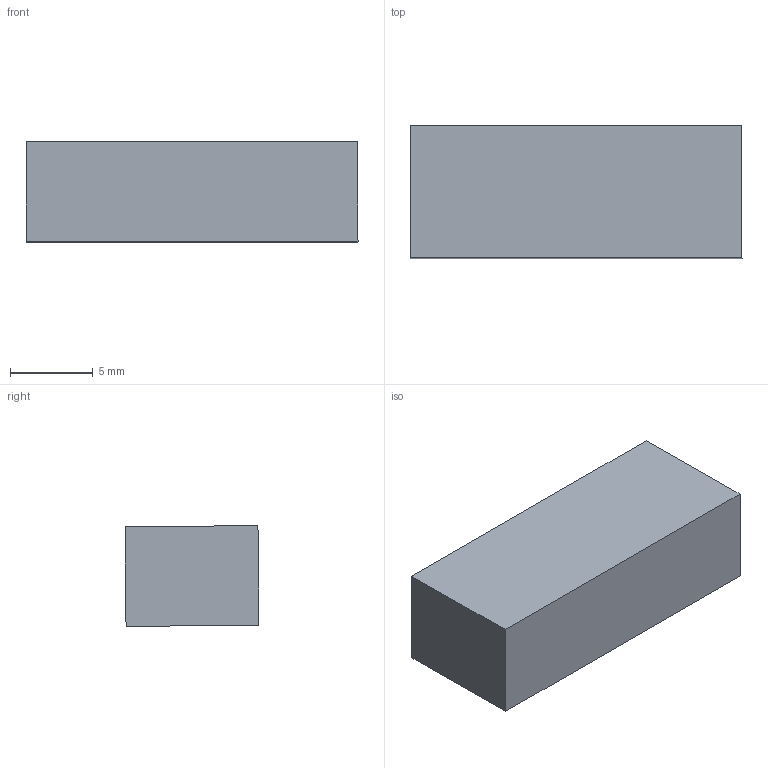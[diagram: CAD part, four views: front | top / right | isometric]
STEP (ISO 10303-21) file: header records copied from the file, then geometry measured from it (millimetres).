
FILE_DESCRIPTION (( 'STEP AP214' ), '1' );
FILE_NAME ('domain_tank.STEP', '2024-07-02T22:07:30', ( '' ), ( '' ), 'SwSTEP 2.0', 'SolidWorks 2022', '' );
FILE_SCHEMA (( 'AUTOMOTIVE_DESIGN' ));
Length unit declared in the file: millimetre
Products named in the file (1): domain_tank
Bounding box: 20 x 8.05 x 6.07 mm (x, y, z)
Volume: 958.6 mm3; surface area: 668.2 mm2
Topology: 1 solids, 2 shells, 13 faces, 26 edges, 17 vertices
Faces by surface type: bspline 7, plane 6
Entity records: 1948 total; most frequent: CARTESIAN_POINT 1690, ORIENTED_EDGE 52, DIRECTION 26, EDGE_CURVE 26, VERTEX_POINT 17, B_SPLINE_CURVE_WITH_KNOTS 14, EDGE_LOOP 13, ADVANCED_FACE 13
